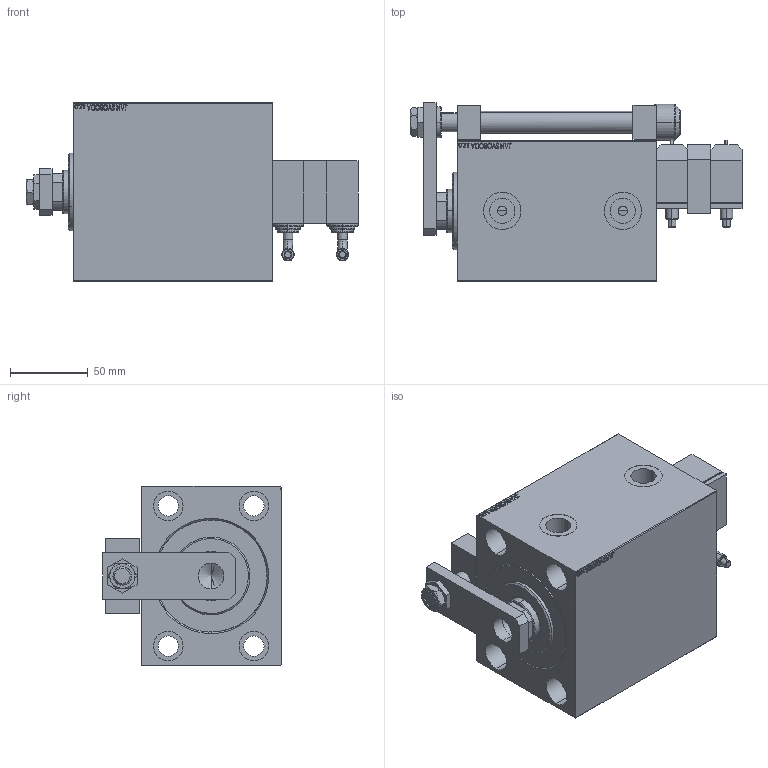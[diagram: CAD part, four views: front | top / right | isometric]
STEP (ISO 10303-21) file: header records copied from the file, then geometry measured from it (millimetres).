
FILE_DESCRIPTION (( 'STEP AP203' ), '1' );
FILE_NAME ('968f.STEP', '2024-04-12T09:29:20', ( '' ), ( '' ), 'SwSTEP 2.0', 'SolidWorks 2019', '' );
FILE_SCHEMA (( 'CONFIG_CONTROL_DESIGN' ));
Length unit declared in the file: millimetre
Products named in the file (13): 968f; ZARAZKA_P 398b8bbb2611b07c9a8da9d6dbf2c86f; SWITCH P 398b8bbb2611b07c9a8da9d6dbf2c86f; TYC_P 398b8bbb2611b07c9a8da9d6dbf2c86f; V450CM_C_VCP 398b8bbb2611b07c9a8da9d6dbf2c86f; NUT_D16 398b8bbb2611b07c9a8da9d6dbf2c86f; V450CM_C_Body 398b8bbb2611b07c9a8da9d6dbf2c86f; V450CM_VC_B 398b8bbb2611b07c9a8da9d6dbf2c86f; SWITCH DIM W_B 398b8bbb2611b07c9a8da9d6dbf2c86f; KROUZEK_PRO_TYC 398b8bbb2611b07c9a8da9d6dbf2c86f; NUT_D19_P 398b8bbb2611b07c9a8da9d6dbf2c86f; MIDDLE 398b8bbb2611b07c9a8da9d6dbf2c86f; SWITCH_P_FRONT_BACK 398b8bbb2611b07c9a8da9d6dbf2c86f
Assembly tree (14 placements, depth 2):
  968f
    V450CM_C_Body 398b8bbb2611b07c9a8da9d6dbf2c86f
    V450CM_C_VCP 398b8bbb2611b07c9a8da9d6dbf2c86f
    V450CM_VC_B 398b8bbb2611b07c9a8da9d6dbf2c86f
    SWITCH DIM W_B 398b8bbb2611b07c9a8da9d6dbf2c86f
    SWITCH P 398b8bbb2611b07c9a8da9d6dbf2c86f  x2
    SWITCH_P_FRONT_BACK 398b8bbb2611b07c9a8da9d6dbf2c86f  x2
    TYC_P 398b8bbb2611b07c9a8da9d6dbf2c86f
    ZARAZKA_P 398b8bbb2611b07c9a8da9d6dbf2c86f
    KROUZEK_PRO_TYC 398b8bbb2611b07c9a8da9d6dbf2c86f
    MIDDLE 398b8bbb2611b07c9a8da9d6dbf2c86f
    NUT_D16 398b8bbb2611b07c9a8da9d6dbf2c86f
    NUT_D19_P 398b8bbb2611b07c9a8da9d6dbf2c86f
Bounding box: 213.2 x 114.5 x 115 mm (x, y, z)
Volume: 1279781.4 mm3; surface area: 203774.8 mm2
Topology: 14 solids, 14 shells, 1118 faces, 2782 edges, 1822 vertices
Faces by surface type: plane 525, bspline 384, cylinder 128, cone 49, torus 32
Entity records: 51295 total; most frequent: CARTESIAN_POINT 27351, ORIENTED_EDGE 5204, DIRECTION 3445, EDGE_CURVE 2602, VERTEX_POINT 1709, VECTOR 1493, LINE 1493, EDGE_LOOP 1195
